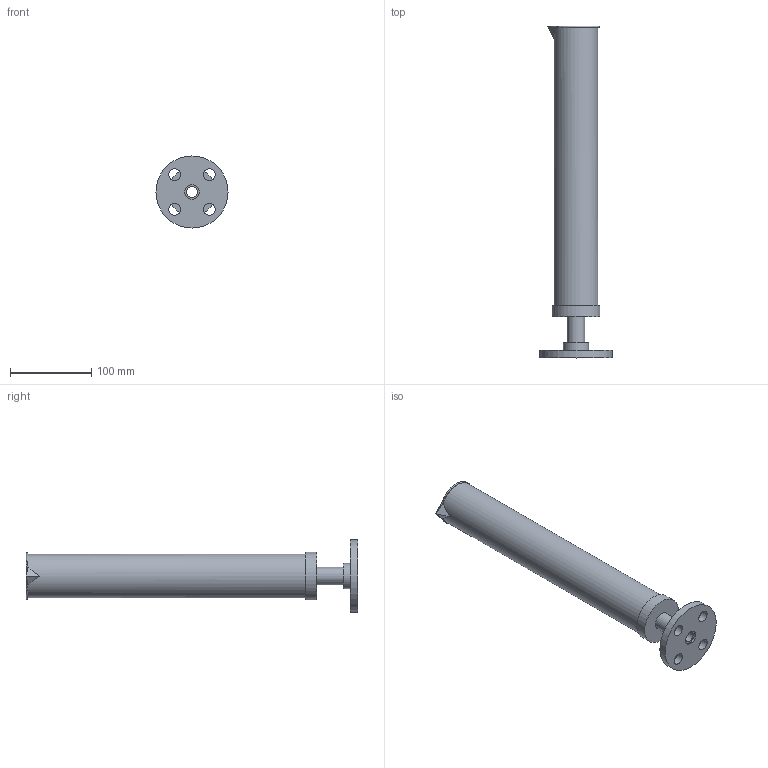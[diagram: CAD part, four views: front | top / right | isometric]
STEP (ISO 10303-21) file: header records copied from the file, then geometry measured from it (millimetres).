
FILE_DESCRIPTION((''),'2;1');
FILE_NAME('AC#1-500-F_R2.iam.stp','2016-10-13T14:12:44',(''),(''),'Autodesk Inventor 2009','Autodesk Inventor 2009','');
FILE_SCHEMA(('AUTOMOTIVE_DESIGN { 1 0 10303 214 1 1 1 1 }'));
Length unit declared in the file: inch
Products named in the file (6): AC#1-500-F_R2; SA-50FLG-PP_R0; FLG-50PP_R0; PIPE-50PP-SCH80; AC-2B-500-S; AC#1-500-TUBE
Assembly tree (5 placements, depth 3):
  AC#1-500-F_R2
    SA-50FLG-PP_R0
      FLG-50PP_R0
      PIPE-50PP-SCH80
    AC-2B-500-S
    AC#1-500-TUBE
Bounding box: 88.9 x 409.03 x 88.9 mm (x, y, z)
Volume: 225181.9 mm3; surface area: 147388.2 mm2
Topology: 4 solids, 4 shells, 40 faces, 86 edges, 58 vertices
Faces by surface type: plane 17, cylinder 15, bspline 6, cone 1, torus 1
Full cylindrical faces by diameter (mm): 13.36 x1, 14.224 x4, 17.475 x1, 17.857 x1, 21.336 x2, 31.242 x1, 46.99 x1, 49.917 x1, 54.102 x1, 58.928 x1, 88.9 x1
Entity records: 1568 total; most frequent: CARTESIAN_POINT 552, DIRECTION 198, ORIENTED_EDGE 138, AXIS2_PLACEMENT_3D 97, EDGE_LOOP 76, EDGE_CURVE 69, VERTEX_POINT 57, CIRCLE 46
